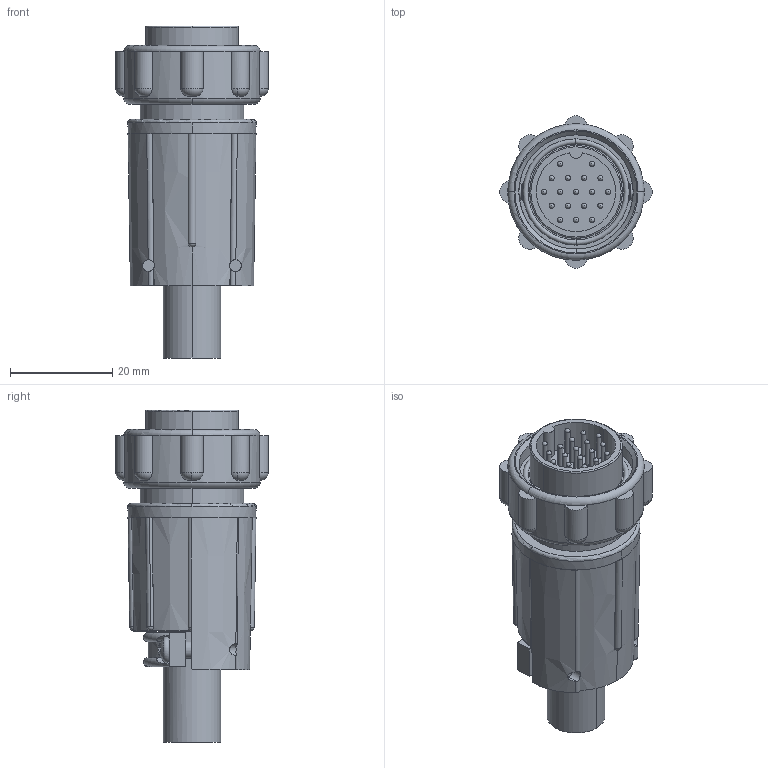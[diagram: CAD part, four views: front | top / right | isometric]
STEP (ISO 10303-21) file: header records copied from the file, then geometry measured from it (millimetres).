
FILE_DESCRIPTION (( 'STEP AP203' ), '1' );
FILE_NAME ('13280-18PG-326.STEP', '2012-11-20T14:29:43', ( '21FPBF1' ), ( 'Conxall' ), 'SwSTEP 2.0', 'SolidWorks 2012', '' );
FILE_SCHEMA (( 'CONFIG_CONTROL_DESIGN' ));
Length unit declared in the file: inch
Products named in the file (1): 13280-18PG-326
Bounding box: 29.84 x 29.84 x 64.97 mm (x, y, z)
Volume: 21515.1 mm3; surface area: 7907.6 mm2
Topology: 1 solids, 1 shells, 271 faces, 713 edges, 453 vertices
Faces by surface type: plane 105, cylinder 98, torus 31, sphere 26, cone 9, bspline 2
Entity records: 10597 total; most frequent: CARTESIAN_POINT 4068, DIRECTION 1385, ORIENTED_EDGE 1350, EDGE_CURVE 675, AXIS2_PLACEMENT_3D 577, VERTEX_POINT 435, CIRCLE 307, EDGE_LOOP 304
